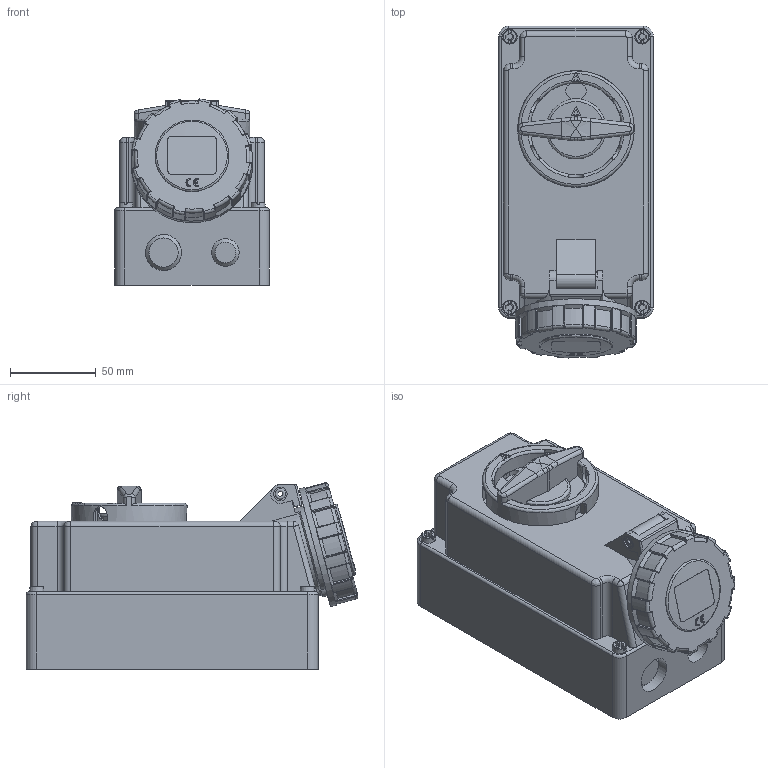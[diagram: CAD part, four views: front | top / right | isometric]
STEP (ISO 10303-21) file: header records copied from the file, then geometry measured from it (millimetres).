
FILE_DESCRIPTION(/* description */ (''),/* implementation_level */ '2;1');
FILE_NAME(/* name */ '160048.stp',/* time_stamp */ '2023-09-04T07:53:53+02:00',/* author */ ('mhost'),/* organization */ (''),/* preprocessor_version */ 'ST-DEVELOPER v17',/* originating_system */ 'Autodesk Inventor 2018',/* authorisation */ '');
FILE_SCHEMA (('AUTOMOTIVE_DESIGN { 1 0 10303 214 3 1 1 }'));
Length unit declared in the file: millimetre
Products named in the file (1): 160048
Bounding box: 90 x 193.24 x 108.46 mm (x, y, z)
Volume: 1297739.2 mm3; surface area: 110479 mm2
Topology: 1 solids, 1 shells, 736 faces, 2005 edges, 1301 vertices
Faces by surface type: plane 323, cylinder 253, bspline 80, torus 63, cone 14, sphere 3
Full cylindrical faces by diameter (mm): 3 x1, 4 x1, 4.3 x1, 5 x2, 5.5 x4, 6 x2, 8 x2, 9 x8, 16 x2, 21 x1, 41.2 x1, 43 x1, 57 x1, 67.5 x1, 68 x1, 71 x1
Entity records: 28886 total; most frequent: CARTESIAN_POINT 9967, ORIENTED_EDGE 4006, DIRECTION 3552, EDGE_CURVE 2003, VERTEX_POINT 1301, AXIS2_PLACEMENT_3D 1290, LINE 972, VECTOR 972
